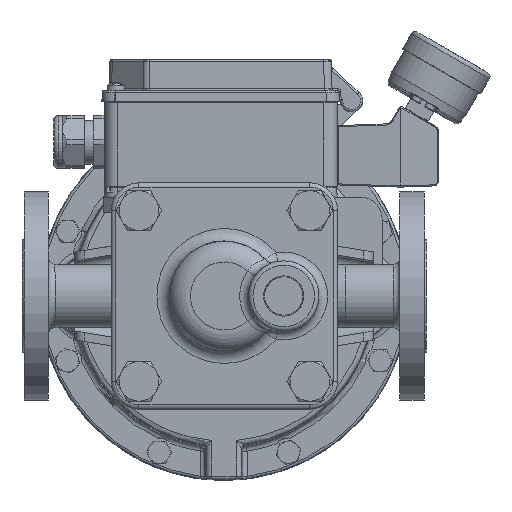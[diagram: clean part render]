
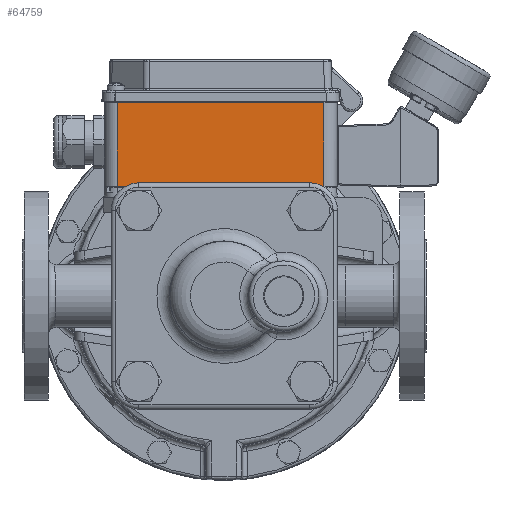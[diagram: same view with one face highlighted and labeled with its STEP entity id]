
A CAD part, front view. The second image highlights one B-rep face of the part: STEP entity #64759.
In plain terms, the highlighted planar face has unit normal (0.001, -1, -0.018).
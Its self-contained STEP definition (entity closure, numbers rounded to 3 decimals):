
#6349=PLANE('',#70749);
#10397=FACE_OUTER_BOUND('',#14345,.T.);
#14345=EDGE_LOOP('',(#53839,#53840,#53841,#53842));
#18526=LINE('',#130229,#22475);
#18533=LINE('',#130293,#22482);
#18534=LINE('',#130296,#22483);
#18535=LINE('',#130297,#22484);
#22475=VECTOR('',#85084,37.803);
#22482=VECTOR('',#85105,37.803);
#22483=VECTOR('',#85110,94.);
#22484=VECTOR('',#85111,94.);
#29530=VERTEX_POINT('',#130227);
#29531=VERTEX_POINT('',#130228);
#29540=VERTEX_POINT('',#130281);
#29541=VERTEX_POINT('',#130292);
#38012=EDGE_CURVE('',#29530,#29531,#18526,.T.);
#38026=EDGE_CURVE('',#29541,#29540,#18533,.T.);
#38028=EDGE_CURVE('',#29540,#29530,#18534,.T.);
#38029=EDGE_CURVE('',#29531,#29541,#18535,.T.);
#53839=ORIENTED_EDGE('',*,*,#38026,.T.);
#53840=ORIENTED_EDGE('',*,*,#38028,.T.);
#53841=ORIENTED_EDGE('',*,*,#38012,.T.);
#53842=ORIENTED_EDGE('',*,*,#38029,.T.);
#64759=ADVANCED_FACE('',(#10397),#6349,.T.);
#70749=AXIS2_PLACEMENT_3D('',#130295,#85108,#85109);
#85084=DIRECTION('',(0.,0.018,-1.));
#85105=DIRECTION('',(0.,-0.018,1.));
#85108=DIRECTION('center_axis',(0.001,-1.,
-0.018));
#85109=DIRECTION('ref_axis',(0.,0.018,-1.));
#85110=DIRECTION('',(-1.,-0.001,0.));
#85111=DIRECTION('',(1.,0.001,0.));
#130227=CARTESIAN_POINT('',(-15.87,101.508,87.848));
#130228=CARTESIAN_POINT('',(-15.871,102.202,50.052));
#130229=CARTESIAN_POINT('',(-15.871,102.202,50.052));
#130281=CARTESIAN_POINT('',(78.13,101.564,87.846));
#130292=CARTESIAN_POINT('',(78.129,102.258,50.05));
#130293=CARTESIAN_POINT('',(78.129,102.258,50.05));
#130295=CARTESIAN_POINT('Origin',(-21.871,102.198,50.052));
#130296=CARTESIAN_POINT('',(-15.87,101.508,87.848));
#130297=CARTESIAN_POINT('',(-21.871,102.198,50.052));
